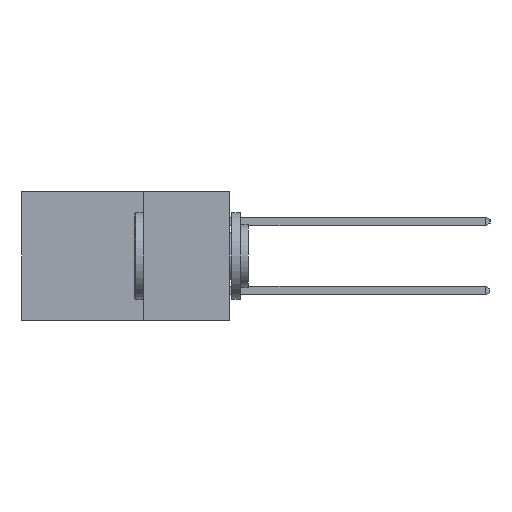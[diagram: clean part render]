
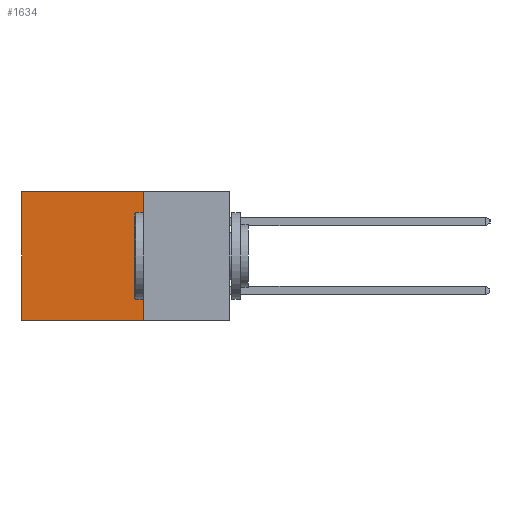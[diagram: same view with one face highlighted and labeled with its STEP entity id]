
A CAD part, left-side view. The second image highlights one B-rep face of the part: STEP entity #1634.
In plain terms, the highlighted planar face has unit normal (-1, 0, 0).
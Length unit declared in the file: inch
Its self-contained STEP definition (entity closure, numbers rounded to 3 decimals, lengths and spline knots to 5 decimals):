
#528 = VERTEX_POINT ( 'NONE', #17286 ) ;
#1002 = CARTESIAN_POINT ( 'NONE',  ( 0.298, 0.6, 0. ) ) ;
#1269 = ORIENTED_EDGE ( 'NONE', *, *, #12377, .F. ) ;
#1383 = CARTESIAN_POINT ( 'NONE',  ( 0.298, 0.25, 0. ) ) ;
#1634 = ADVANCED_FACE ( 'NONE', ( #12483 ), #13580, .F. ) ;
#5651 = DIRECTION ( 'NONE',  ( 0., 0., -1. ) ) ;
#5652 = VECTOR ( 'NONE', #6202, 39.37008 ) ;
#5805 = CARTESIAN_POINT ( 'NONE',  ( 0.298, 0.25, 0. ) ) ;
#6111 = CARTESIAN_POINT ( 'NONE',  ( 0.298, 0.25, 0. ) ) ;
#6202 = DIRECTION ( 'NONE',  ( 0., 1., 0. ) ) ;
#8507 = CARTESIAN_POINT ( 'NONE',  ( 0.298, 0.25, -0.37 ) ) ;
#8719 = LINE ( 'NONE', #16569, #24122 ) ;
#9035 = VERTEX_POINT ( 'NONE', #8507 ) ;
#10117 = AXIS2_PLACEMENT_3D ( 'NONE', #5805, #20780, #5651 ) ;
#10294 = DIRECTION ( 'NONE',  ( 0., 0., -1. ) ) ;
#10546 = DIRECTION ( 'NONE',  ( 0., 1., 0. ) ) ;
#10790 = ORIENTED_EDGE ( 'NONE', *, *, #17981, .F. ) ;
#12377 = EDGE_CURVE ( 'NONE', #23803, #9035, #25002, .T. ) ;
#12483 = FACE_OUTER_BOUND ( 'NONE', #17316, .T. ) ;
#13044 = VECTOR ( 'NONE', #10546, 39.37008 ) ;
#13580 = PLANE ( 'NONE',  #10117 ) ;
#13969 = VECTOR ( 'NONE', #17249, 39.37008 ) ;
#15151 = CARTESIAN_POINT ( 'NONE',  ( 0.298, 0.25, 0. ) ) ;
#15763 = ORIENTED_EDGE ( 'NONE', *, *, #25205, .T. ) ;
#16569 = CARTESIAN_POINT ( 'NONE',  ( 0.298, 0.6, 0. ) ) ;
#17031 = VERTEX_POINT ( 'NONE', #1002 ) ;
#17228 = EDGE_CURVE ( 'NONE', #17031, #528, #8719, .T. ) ;
#17249 = DIRECTION ( 'NONE',  ( 0., 0., -1. ) ) ;
#17286 = CARTESIAN_POINT ( 'NONE',  ( 0.298, 0.6, -0.37 ) ) ;
#17316 = EDGE_LOOP ( 'NONE', ( #18625, #10790, #1269, #15763 ) ) ;
#17981 = EDGE_CURVE ( 'NONE', #9035, #528, #21221, .T. ) ;
#18625 = ORIENTED_EDGE ( 'NONE', *, *, #17228, .T. ) ;
#19936 = LINE ( 'NONE', #6111, #13044 ) ;
#20780 = DIRECTION ( 'NONE',  ( 1., 0., 0. ) ) ;
#21011 = CARTESIAN_POINT ( 'NONE',  ( 0.298, 0.25, -0.37 ) ) ;
#21221 = LINE ( 'NONE', #21011, #5652 ) ;
#23803 = VERTEX_POINT ( 'NONE', #1383 ) ;
#24122 = VECTOR ( 'NONE', #10294, 39.37008 ) ;
#25002 = LINE ( 'NONE', #15151, #13969 ) ;
#25205 = EDGE_CURVE ( 'NONE', #23803, #17031, #19936, .T. ) ;
